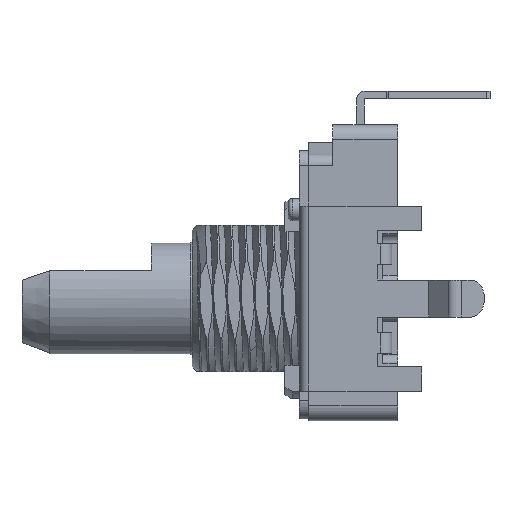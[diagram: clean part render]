
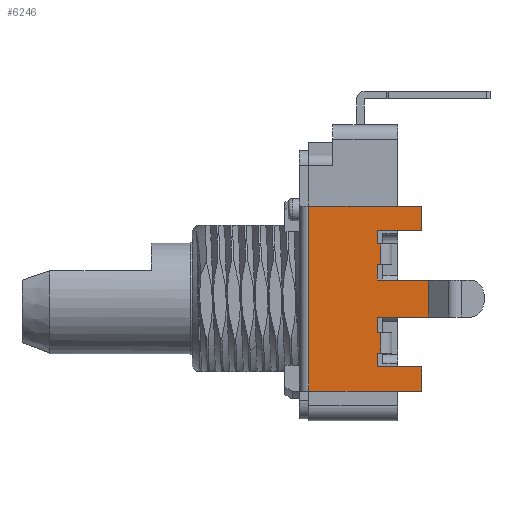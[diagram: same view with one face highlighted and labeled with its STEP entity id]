
A CAD part, left-side view. The second image highlights one B-rep face of the part: STEP entity #6246.
In plain terms, the highlighted planar face has unit normal (-1, 0, 0).
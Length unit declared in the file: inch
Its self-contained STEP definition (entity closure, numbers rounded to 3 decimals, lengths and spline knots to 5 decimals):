
#329=FACE_OUTER_BOUND('',#672,.T.);
#672=EDGE_LOOP('',(#4174,#4175,#4176,#4177,#4178,#4179,#4180,#4181,#4182,
#4183,#4184,#4185,#4186,#4187,#4188,#4189,#4190,#4191,#4192,#4193));
#1196=LINE('',#8783,#1838);
#1233=LINE('',#8873,#1875);
#1241=LINE('',#8889,#1883);
#1246=LINE('',#8900,#1888);
#1247=LINE('',#8903,#1889);
#1248=LINE('',#8905,#1890);
#1249=LINE('',#8907,#1891);
#1250=LINE('',#8909,#1892);
#1251=LINE('',#8910,#1893);
#1252=LINE('',#8912,#1894);
#1253=LINE('',#8914,#1895);
#1254=LINE('',#8916,#1896);
#1255=LINE('',#8918,#1897);
#1256=LINE('',#8920,#1898);
#1257=LINE('',#8922,#1899);
#1258=LINE('',#8924,#1900);
#1259=LINE('',#8926,#1901);
#1260=LINE('',#8928,#1902);
#1261=LINE('',#8930,#1903);
#1262=LINE('',#8931,#1904);
#1838=VECTOR('',#7164,0.2);
#1875=VECTOR('',#7227,0.2);
#1883=VECTOR('',#7239,0.2);
#1888=VECTOR('',#7252,1.1);
#1889=VECTOR('',#7255,0.85);
#1890=VECTOR('',#7256,2.79289);
#1891=VECTOR('',#7257,2.);
#1892=VECTOR('',#7258,2.79289);
#1893=VECTOR('',#7259,0.85);
#1894=VECTOR('',#7260,0.75);
#1895=VECTOR('',#7261,2.4);
#1896=VECTOR('',#7262,1.3);
#1897=VECTOR('',#7263,6.1);
#1898=VECTOR('',#7264,10.);
#1899=VECTOR('',#7265,6.1);
#1900=VECTOR('',#7266,1.3);
#1901=VECTOR('',#7267,2.4);
#1902=VECTOR('',#7268,0.75);
#1903=VECTOR('',#7269,0.2);
#1904=VECTOR('',#7270,1.1);
#2490=VERTEX_POINT('',#8780);
#2491=VERTEX_POINT('',#8782);
#2530=VERTEX_POINT('',#8870);
#2531=VERTEX_POINT('',#8872);
#2536=VERTEX_POINT('',#8886);
#2537=VERTEX_POINT('',#8888);
#2540=VERTEX_POINT('',#8902);
#2541=VERTEX_POINT('',#8904);
#2542=VERTEX_POINT('',#8906);
#2543=VERTEX_POINT('',#8908);
#2544=VERTEX_POINT('',#8911);
#2545=VERTEX_POINT('',#8913);
#2546=VERTEX_POINT('',#8915);
#2547=VERTEX_POINT('',#8917);
#2548=VERTEX_POINT('',#8919);
#2549=VERTEX_POINT('',#8921);
#2550=VERTEX_POINT('',#8923);
#2551=VERTEX_POINT('',#8925);
#2552=VERTEX_POINT('',#8927);
#2553=VERTEX_POINT('',#8929);
#3121=EDGE_CURVE('',#2490,#2491,#1196,.T.);
#3166=EDGE_CURVE('',#2531,#2530,#1233,.T.);
#3174=EDGE_CURVE('',#2536,#2537,#1241,.T.);
#3180=EDGE_CURVE('',#2530,#2537,#1246,.T.);
#3181=EDGE_CURVE('',#2540,#2490,#1247,.T.);
#3182=EDGE_CURVE('',#2541,#2540,#1248,.T.);
#3183=EDGE_CURVE('',#2541,#2542,#1249,.T.);
#3184=EDGE_CURVE('',#2543,#2542,#1250,.T.);
#3185=EDGE_CURVE('',#2531,#2543,#1251,.T.);
#3186=EDGE_CURVE('',#2544,#2536,#1252,.T.);
#3187=EDGE_CURVE('',#2545,#2544,#1253,.T.);
#3188=EDGE_CURVE('',#2545,#2546,#1254,.T.);
#3189=EDGE_CURVE('',#2547,#2546,#1255,.T.);
#3190=EDGE_CURVE('',#2548,#2547,#1256,.T.);
#3191=EDGE_CURVE('',#2548,#2549,#1257,.T.);
#3192=EDGE_CURVE('',#2549,#2550,#1258,.T.);
#3193=EDGE_CURVE('',#2550,#2551,#1259,.T.);
#3194=EDGE_CURVE('',#2552,#2551,#1260,.T.);
#3195=EDGE_CURVE('',#2552,#2553,#1261,.T.);
#3196=EDGE_CURVE('',#2491,#2553,#1262,.T.);
#4174=ORIENTED_EDGE('',*,*,#3181,.F.);
#4175=ORIENTED_EDGE('',*,*,#3182,.F.);
#4176=ORIENTED_EDGE('',*,*,#3183,.T.);
#4177=ORIENTED_EDGE('',*,*,#3184,.F.);
#4178=ORIENTED_EDGE('',*,*,#3185,.F.);
#4179=ORIENTED_EDGE('',*,*,#3166,.T.);
#4180=ORIENTED_EDGE('',*,*,#3180,.T.);
#4181=ORIENTED_EDGE('',*,*,#3174,.F.);
#4182=ORIENTED_EDGE('',*,*,#3186,.F.);
#4183=ORIENTED_EDGE('',*,*,#3187,.F.);
#4184=ORIENTED_EDGE('',*,*,#3188,.T.);
#4185=ORIENTED_EDGE('',*,*,#3189,.F.);
#4186=ORIENTED_EDGE('',*,*,#3190,.F.);
#4187=ORIENTED_EDGE('',*,*,#3191,.T.);
#4188=ORIENTED_EDGE('',*,*,#3192,.T.);
#4189=ORIENTED_EDGE('',*,*,#3193,.T.);
#4190=ORIENTED_EDGE('',*,*,#3194,.F.);
#4191=ORIENTED_EDGE('',*,*,#3195,.T.);
#4192=ORIENTED_EDGE('',*,*,#3196,.F.);
#4193=ORIENTED_EDGE('',*,*,#3121,.F.);
#5920=PLANE('',#6626);
#6246=ADVANCED_FACE('',(#329),#5920,.T.);
#6626=AXIS2_PLACEMENT_3D('',#8901,#7253,#7254);
#7164=DIRECTION('',(0.,-1.,0.));
#7227=DIRECTION('',(0.,-1.,0.));
#7239=DIRECTION('',(0.,-1.,0.));
#7252=DIRECTION('',(0.,0.,1.));
#7253=DIRECTION('center_axis',(-1.,0.,0.));
#7254=DIRECTION('ref_axis',(0.,-1.,0.));
#7255=DIRECTION('',(0.,0.,-1.));
#7256=DIRECTION('',(0.,1.,0.));
#7257=DIRECTION('',(0.,0.,1.));
#7258=DIRECTION('',(0.,-1.,0.));
#7259=DIRECTION('',(0.,0.,-1.));
#7260=DIRECTION('',(0.,0.,-1.));
#7261=DIRECTION('',(0.,1.,0.));
#7262=DIRECTION('',(0.,0.,1.));
#7263=DIRECTION('',(0.,-1.,0.));
#7264=DIRECTION('',(0.,0.,1.));
#7265=DIRECTION('',(0.,-1.,0.));
#7266=DIRECTION('',(0.,0.,1.));
#7267=DIRECTION('',(0.,1.,0.));
#7268=DIRECTION('',(0.,0.,-1.));
#7269=DIRECTION('',(0.,-1.,0.));
#7270=DIRECTION('',(0.,0.,-1.));
#8780=CARTESIAN_POINT('',(-6.,1.1,-1.85));
#8782=CARTESIAN_POINT('',(-6.,0.9,-1.85));
#8783=CARTESIAN_POINT('',(-6.,1.1,-1.85));
#8870=CARTESIAN_POINT('',(-6.,0.9,1.85));
#8872=CARTESIAN_POINT('',(-6.,1.1,1.85));
#8873=CARTESIAN_POINT('',(-6.,1.1,1.85));
#8886=CARTESIAN_POINT('',(-6.,1.1,2.95));
#8888=CARTESIAN_POINT('',(-6.,0.9,2.95));
#8889=CARTESIAN_POINT('',(-6.,1.1,2.95));
#8900=CARTESIAN_POINT('',(-6.,0.9,1.85));
#8901=CARTESIAN_POINT('Origin',(-6.,4.8,-5.));
#8902=CARTESIAN_POINT('',(-6.,1.1,-1.));
#8903=CARTESIAN_POINT('',(-6.,1.1,-1.));
#8904=CARTESIAN_POINT('',(-6.,-1.69289,-1.));
#8905=CARTESIAN_POINT('',(-6.,-1.69289,-1.));
#8906=CARTESIAN_POINT('',(-6.,-1.69289,1.));
#8907=CARTESIAN_POINT('',(-6.,-1.69289,-1.));
#8908=CARTESIAN_POINT('',(-6.,1.1,1.));
#8909=CARTESIAN_POINT('',(-6.,1.1,1.));
#8910=CARTESIAN_POINT('',(-6.,1.1,1.85));
#8911=CARTESIAN_POINT('',(-6.,1.1,3.7));
#8912=CARTESIAN_POINT('',(-6.,1.1,3.7));
#8913=CARTESIAN_POINT('',(-6.,-1.3,3.7));
#8914=CARTESIAN_POINT('',(-6.,-1.3,3.7));
#8915=CARTESIAN_POINT('',(-6.,-1.3,5.));
#8916=CARTESIAN_POINT('',(-6.,-1.3,3.7));
#8917=CARTESIAN_POINT('',(-6.,4.8,5.));
#8918=CARTESIAN_POINT('',(-6.,4.8,5.));
#8919=CARTESIAN_POINT('',(-6.,4.8,-5.));
#8920=CARTESIAN_POINT('',(-6.,4.8,-5.));
#8921=CARTESIAN_POINT('',(-6.,-1.3,-5.));
#8922=CARTESIAN_POINT('',(-6.,4.8,-5.));
#8923=CARTESIAN_POINT('',(-6.,-1.3,-3.7));
#8924=CARTESIAN_POINT('',(-6.,-1.3,-5.));
#8925=CARTESIAN_POINT('',(-6.,1.1,-3.7));
#8926=CARTESIAN_POINT('',(-6.,-1.3,-3.7));
#8927=CARTESIAN_POINT('',(-6.,1.1,-2.95));
#8928=CARTESIAN_POINT('',(-6.,1.1,-2.95));
#8929=CARTESIAN_POINT('',(-6.,0.9,-2.95));
#8930=CARTESIAN_POINT('',(-6.,1.1,-2.95));
#8931=CARTESIAN_POINT('',(-6.,0.9,-1.85));
